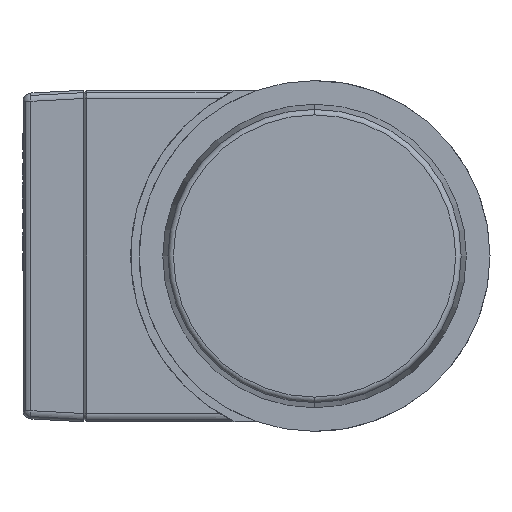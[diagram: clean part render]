
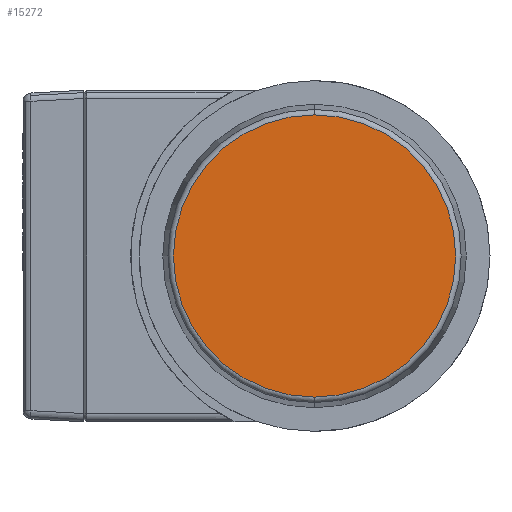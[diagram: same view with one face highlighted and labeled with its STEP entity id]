
A CAD part, front view. The second image highlights one B-rep face of the part: STEP entity #15272.
In plain terms, the highlighted planar face has unit normal (0, -1, 0).
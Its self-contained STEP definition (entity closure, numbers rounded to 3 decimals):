
#15210=CARTESIAN_POINT('',(0.,-300.0,-51.082));
#15211=VERTEX_POINT('',#15210);
#15226=CARTESIAN_POINT('',(0.,-300.0,51.082));
#15227=VERTEX_POINT('',#15226);
#15235=CARTESIAN_POINT('',(0.,-300.0,0.));
#15236=DIRECTION('',(0.0,1.0,0.0));
#15237=DIRECTION('',(0.0,0.0,1.0));
#15238=AXIS2_PLACEMENT_3D('',#15235,#15236,#15237);
#15239=CIRCLE('',#15238,51.082);
#15240=EDGE_CURVE('',#15227,#15211,#15239,.T.);
#15251=CARTESIAN_POINT('',(0.,-300.0,0.));
#15252=DIRECTION('',(0.0,1.0,0.0));
#15253=DIRECTION('',(0.0,0.0,1.0));
#15254=AXIS2_PLACEMENT_3D('',#15251,#15252,#15253);
#15255=CIRCLE('',#15254,51.082);
#15256=EDGE_CURVE('',#15211,#15227,#15255,.T.);
#15263=CARTESIAN_POINT('',(0.,-300.0,0.));
#15264=DIRECTION('',(0.0,1.0,0.0));
#15265=DIRECTION('',(0.0,0.0,-1.0));
#15266=AXIS2_PLACEMENT_3D('',#15263,#15264,#15265);
#15267=PLANE('',#15266);
#15268=ORIENTED_EDGE('',*,*,#15256,.F.);
#15269=ORIENTED_EDGE('',*,*,#15240,.F.);
#15270=EDGE_LOOP('',(#15268,#15269));
#15271=FACE_OUTER_BOUND('',#15270,.T.);
#15272=ADVANCED_FACE('',(#15271),#15267,.F.);
